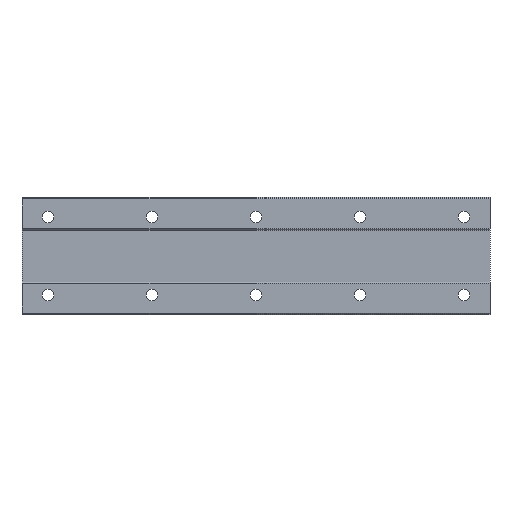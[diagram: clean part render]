
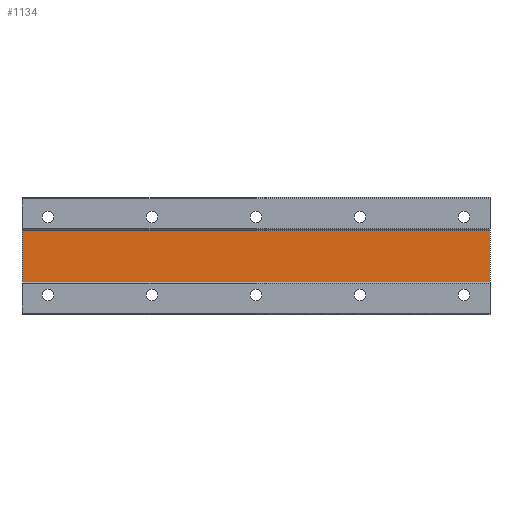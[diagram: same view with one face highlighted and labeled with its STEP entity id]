
A CAD part, front view. The second image highlights one B-rep face of the part: STEP entity #1134.
In plain terms, the highlighted planar face has unit normal (0, -1, 0).
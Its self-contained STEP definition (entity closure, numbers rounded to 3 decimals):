
#74 = EDGE_CURVE ( 'NONE', #1674, #2542, #722, .T. ) ;
#123 = ORIENTED_EDGE ( 'NONE', *, *, #149, .F. ) ;
#149 = EDGE_CURVE ( 'NONE', #2082, #2542, #638, .T. ) ;
#171 = EDGE_LOOP ( 'NONE', ( #123, #1517, #405, #1011 ) ) ;
#202 = DIRECTION ( 'NONE',  ( 0., 0., -1. ) ) ;
#347 = CARTESIAN_POINT ( 'NONE',  ( -20., 1., 44.91 ) ) ;
#405 = ORIENTED_EDGE ( 'NONE', *, *, #1726, .F. ) ;
#512 = CARTESIAN_POINT ( 'NONE',  ( -20., 1., 20. ) ) ;
#586 = CARTESIAN_POINT ( 'NONE',  ( 340., 1., -20. ) ) ;
#627 = FACE_OUTER_BOUND ( 'NONE', #171, .T. ) ;
#638 = LINE ( 'NONE', #586, #2096 ) ;
#722 = LINE ( 'NONE', #347, #2666 ) ;
#1011 = ORIENTED_EDGE ( 'NONE', *, *, #74, .T. ) ;
#1099 = VECTOR ( 'NONE', #202, 1000. ) ;
#1134 = ADVANCED_FACE ( 'NONE', ( #627 ), #1428, .F. ) ;
#1163 = DIRECTION ( 'NONE',  ( 1., 0., 0. ) ) ;
#1214 = CARTESIAN_POINT ( 'NONE',  ( -20., 1., -20. ) ) ;
#1238 = DIRECTION ( 'NONE',  ( 0., 0., 1. ) ) ;
#1379 = LINE ( 'NONE', #2204, #2399 ) ;
#1428 = PLANE ( 'NONE',  #2653 ) ;
#1517 = ORIENTED_EDGE ( 'NONE', *, *, #2476, .F. ) ;
#1606 = CARTESIAN_POINT ( 'NONE',  ( 340., 1., 44.91 ) ) ;
#1674 = VERTEX_POINT ( 'NONE', #512 ) ;
#1726 = EDGE_CURVE ( 'NONE', #1674, #2547, #1379, .T. ) ;
#2018 = CARTESIAN_POINT ( 'NONE',  ( 340., 1., -20. ) ) ;
#2033 = CARTESIAN_POINT ( 'NONE',  ( 340., 1., 20. ) ) ;
#2049 = CARTESIAN_POINT ( 'NONE',  ( 340., 1., 20. ) ) ;
#2060 = DIRECTION ( 'NONE',  ( -1., 0., 0. ) ) ;
#2082 = VERTEX_POINT ( 'NONE', #2018 ) ;
#2096 = VECTOR ( 'NONE', #2060, 1000. ) ;
#2204 = CARTESIAN_POINT ( 'NONE',  ( 340., 1., 20. ) ) ;
#2399 = VECTOR ( 'NONE', #1163, 1000. ) ;
#2440 = DIRECTION ( 'NONE',  ( 0., 0., -1. ) ) ;
#2464 = LINE ( 'NONE', #1606, #1099 ) ;
#2476 = EDGE_CURVE ( 'NONE', #2547, #2082, #2464, .T. ) ;
#2542 = VERTEX_POINT ( 'NONE', #1214 ) ;
#2547 = VERTEX_POINT ( 'NONE', #2049 ) ;
#2653 = AXIS2_PLACEMENT_3D ( 'NONE', #2033, #2688, #1238 ) ;
#2666 = VECTOR ( 'NONE', #2440, 1000. ) ;
#2688 = DIRECTION ( 'NONE',  ( 0., 1., 0. ) ) ;
